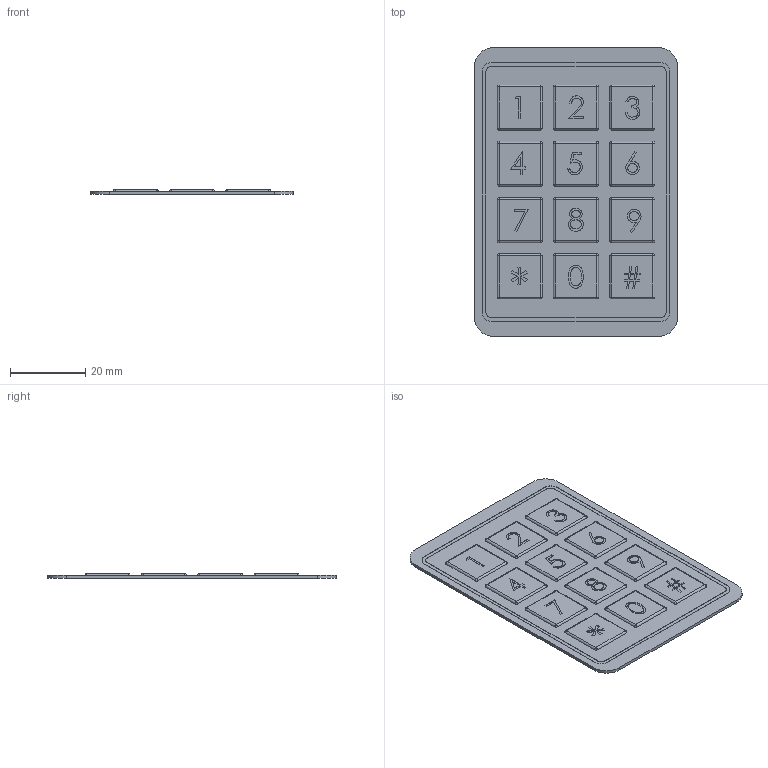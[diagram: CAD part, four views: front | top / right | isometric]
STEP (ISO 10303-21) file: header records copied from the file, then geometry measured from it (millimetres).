
FILE_DESCRIPTION (( 'STEP AP214' ), '1' );
FILE_NAME ('Matrix Keypad 12 Key (3×4).STEP', '2020-04-05T09:35:35', ( '' ), ( '' ), 'SwSTEP 2.0', 'SolidWorks 2019', '' );
FILE_SCHEMA (( 'AUTOMOTIVE_DESIGN' ));
Length unit declared in the file: millimetre
Products named in the file (1): Matrix Keypad 12 Key (3×4)
Bounding box: 54 x 77 x 1.31 mm (x, y, z)
Volume: 4151.9 mm3; surface area: 8716.6 mm2
Topology: 1 solids, 1 shells, 323 faces, 864 edges, 528 vertices
Faces by surface type: plane 143, bspline 72, cylinder 60, sphere 48
Entity records: 17204 total; most frequent: CARTESIAN_POINT 6316, ORIENTED_EDGE 1632, DIRECTION 1344, EDGE_CURVE 816, VERTEX_POINT 528, VECTOR 504, LINE 504, AXIS2_PLACEMENT_3D 420
